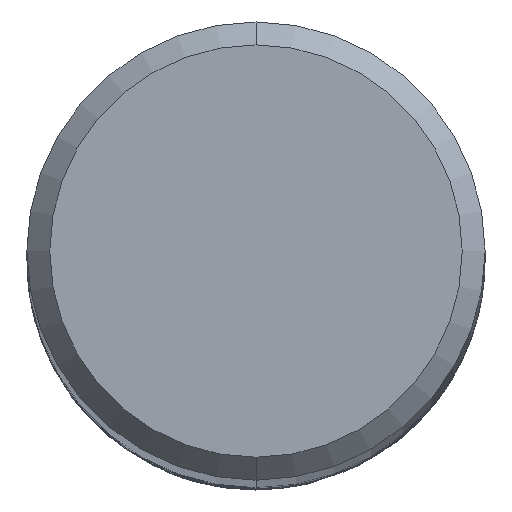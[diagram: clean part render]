
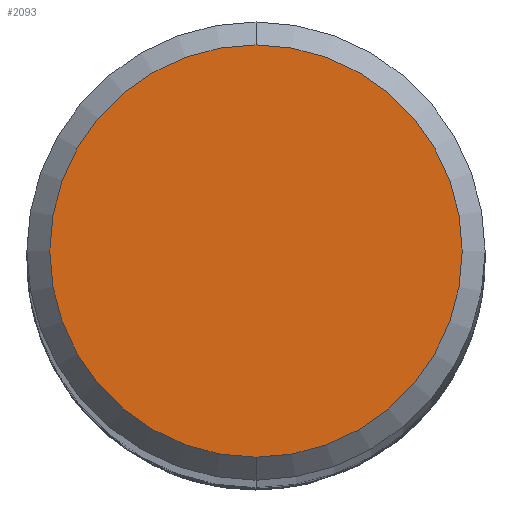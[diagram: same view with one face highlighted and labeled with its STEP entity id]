
A CAD part, top view. The second image highlights one B-rep face of the part: STEP entity #2093.
In plain terms, the highlighted planar face has unit normal (0, 0, 1).
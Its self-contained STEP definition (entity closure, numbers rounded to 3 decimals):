
#921=VERTEX_POINT('',#2338);
#1387=EDGE_CURVE('',#2081,#921,#2840,.T.);
#1943=EDGE_CURVE('',#921,#2081,#3453,.T.);
#2081=VERTEX_POINT('',#3603);
#2093=ADVANCED_FACE('',(#3618),#3619,.T.);
#2338=CARTESIAN_POINT('',(0.0,3.6,0.0));
#2840=CIRCLE('',#10110,3.6);
#3453=CIRCLE('',#15185,3.6);
#3603=CARTESIAN_POINT('',(0.,-3.6,0.0));
#3618=FACE_OUTER_BOUND('',#16440,.T.);
#3619=PLANE('',#16441);
#10110=AXIS2_PLACEMENT_3D('',#17182,#17183,#17184);
#15185=AXIS2_PLACEMENT_3D('',#17934,#17935,#17936);
#16440=EDGE_LOOP('',(#18123,#18124));
#16441=AXIS2_PLACEMENT_3D('',#18125,#18126,#18127);
#17182=CARTESIAN_POINT('',(0.0,0.0,0.0));
#17183=DIRECTION('',(0.0,0.0,-1.0));
#17184=DIRECTION('',(0.0,1.0,0.0));
#17934=CARTESIAN_POINT('',(0.0,0.0,0.0));
#17935=DIRECTION('',(0.0,0.0,-1.0));
#17936=DIRECTION('',(0.0,1.0,0.0));
#18123=ORIENTED_EDGE('',*,*,#1943,.F.);
#18124=ORIENTED_EDGE('',*,*,#1387,.F.);
#18125=CARTESIAN_POINT('',(0.0,1.8,0.0));
#18126=DIRECTION('',(-0.0,0.0,1.0));
#18127=DIRECTION('',(0.0,-1.0,0.0));
